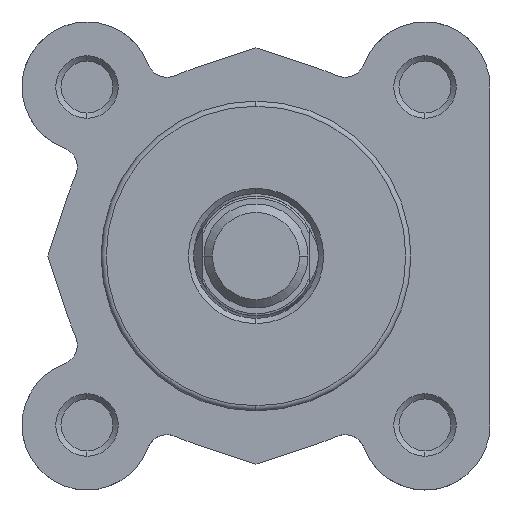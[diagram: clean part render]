
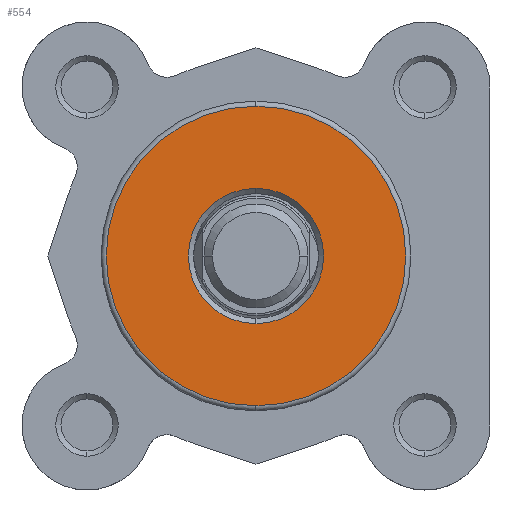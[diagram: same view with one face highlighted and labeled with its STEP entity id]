
A CAD part, left-side view. The second image highlights one B-rep face of the part: STEP entity #554.
In plain terms, the highlighted planar face has unit normal (-1, 0, 0).
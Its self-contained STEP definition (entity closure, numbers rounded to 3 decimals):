
#185 = VERTEX_POINT ( 'NONE', #5396 ) ;
#188 = VERTEX_POINT ( 'NONE', #5393 ) ;
#195 = VERTEX_POINT ( 'NONE', #5858 ) ;
#324 = VERTEX_POINT ( 'NONE', #6344 ) ;
#554 = ADVANCED_FACE ( 'NONE', ( #3196, #3202 ), #6108, .T. ) ;
#846 = ORIENTED_EDGE ( 'NONE', *, *, #1030, .T. ) ;
#1027 = EDGE_CURVE ( 'NONE', #185, #188, #3530, .T. ) ;
#1030 = EDGE_CURVE ( 'NONE', #195, #324, #3534, .T. ) ;
#1215 = AXIS2_PLACEMENT_3D ( 'NONE', #5685, #6112, #6113 ) ;
#1362 = AXIS2_PLACEMENT_3D ( 'NONE', #5385, #5324, #5323 ) ;
#1363 = AXIS2_PLACEMENT_3D ( 'NONE', #6216, #5370, #6211 ) ;
#1410 = AXIS2_PLACEMENT_3D ( 'NONE', #4154, #4156, #4157 ) ;
#1783 = EDGE_LOOP ( 'NONE', ( #2288, #846 ) ) ;
#1784 = EDGE_LOOP ( 'NONE', ( #2191, #2287 ) ) ;
#2191 = ORIENTED_EDGE ( 'NONE', *, *, #6796, .T. ) ;
#2287 = ORIENTED_EDGE ( 'NONE', *, *, #1027, .T. ) ;
#2288 = ORIENTED_EDGE ( 'NONE', *, *, #6460, .T. ) ;
#2594 = CIRCLE ( 'NONE', #2770, 6.5 ) ;
#2770 = AXIS2_PLACEMENT_3D ( 'NONE', #5053, #5055, #5056 ) ;
#3196 = FACE_BOUND ( 'NONE', #1784, .T. ) ;
#3202 = FACE_OUTER_BOUND ( 'NONE', #1783, .T. ) ;
#3530 = CIRCLE ( 'NONE', #1363, 6.5 ) ;
#3534 = CIRCLE ( 'NONE', #1362, 14.4 ) ;
#3657 = CIRCLE ( 'NONE', #1410, 14.4 ) ;
#4154 = CARTESIAN_POINT ( 'NONE',  ( 0., 0., 0. ) ) ;
#4156 = DIRECTION ( 'NONE',  ( -1., 0., 0. ) ) ;
#4157 = DIRECTION ( 'NONE',  ( 0., 0., 1. ) ) ;
#5053 = CARTESIAN_POINT ( 'NONE',  ( 0., 0., 0. ) ) ;
#5055 = DIRECTION ( 'NONE',  ( 1., 0., 0. ) ) ;
#5056 = DIRECTION ( 'NONE',  ( 0., 0., 1. ) ) ;
#5323 = DIRECTION ( 'NONE',  ( 0., 0., 1. ) ) ;
#5324 = DIRECTION ( 'NONE',  ( -1., 0., 0. ) ) ;
#5370 = DIRECTION ( 'NONE',  ( 1., 0., 0. ) ) ;
#5385 = CARTESIAN_POINT ( 'NONE',  ( 0., 0., 0. ) ) ;
#5393 = CARTESIAN_POINT ( 'NONE',  ( 0., 0., 6.5 ) ) ;
#5396 = CARTESIAN_POINT ( 'NONE',  ( 0., 0., -6.5 ) ) ;
#5685 = CARTESIAN_POINT ( 'NONE',  ( 0., -6., 0. ) ) ;
#5858 = CARTESIAN_POINT ( 'NONE',  ( 0., 0., -14.4 ) ) ;
#6108 = PLANE ( 'NONE',  #1215 ) ;
#6112 = DIRECTION ( 'NONE',  ( -1., 0., 0. ) ) ;
#6113 = DIRECTION ( 'NONE',  ( 0., 0., 1. ) ) ;
#6211 = DIRECTION ( 'NONE',  ( 0., 0., 1. ) ) ;
#6216 = CARTESIAN_POINT ( 'NONE',  ( 0., 0., 0. ) ) ;
#6344 = CARTESIAN_POINT ( 'NONE',  ( 0., 0., 14.4 ) ) ;
#6460 = EDGE_CURVE ( 'NONE', #324, #195, #3657, .T. ) ;
#6796 = EDGE_CURVE ( 'NONE', #188, #185, #2594, .T. ) ;
